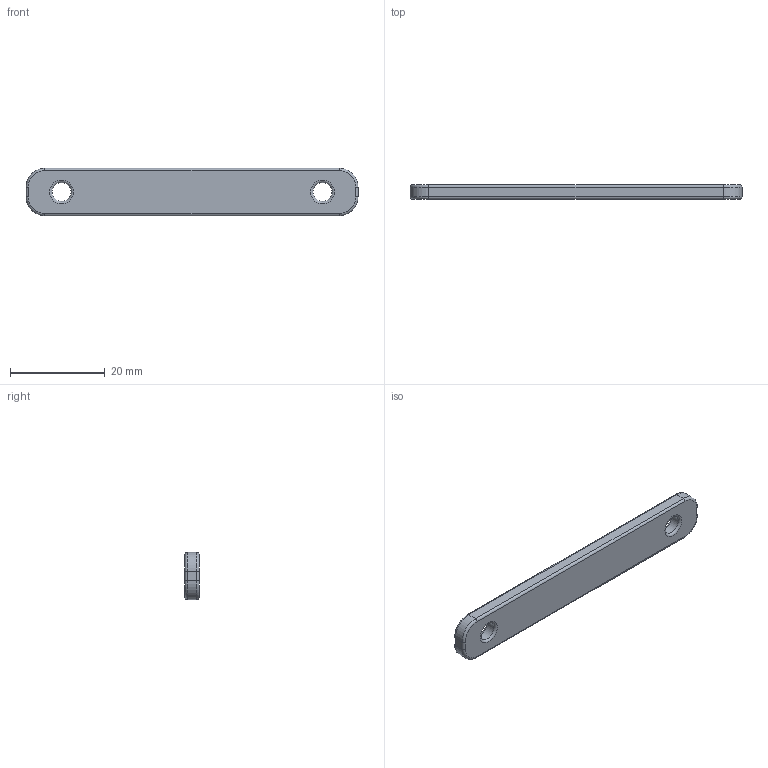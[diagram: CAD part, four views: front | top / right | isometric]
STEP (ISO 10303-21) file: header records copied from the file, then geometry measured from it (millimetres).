
FILE_DESCRIPTION(/* description */ (''),/* implementation_level */ '2;1');
FILE_NAME(/* name */ 'stab.stp',/* time_stamp */ '2025-06-20T19:07:57+02:00',/* author */ (''),/* organization */ (''),/* preprocessor_version */ 'ST-DEVELOPER v20',/* originating_system */ 'SIEMENS PLM Software NX2406.1700',/* authorisation */ '');
FILE_SCHEMA (('AUTOMOTIVE_DESIGN { 1 0 10303 214 3 1 1 1 }'));
Length unit declared in the file: millimetre
Products named in the file (1): stab
Bounding box: 70 x 3 x 10 mm (x, y, z)
Volume: 1964.2 mm3; surface area: 1780.8 mm2
Topology: 1 solids, 1 shells, 32 faces, 70 edges, 40 vertices
Faces by surface type: cylinder 14, torus 12, plane 6
Full cylindrical faces by diameter (mm): 4 x2
Entity records: 876 total; most frequent: DIRECTION 170, CARTESIAN_POINT 137, ORIENTED_EDGE 128, AXIS2_PLACEMENT_3D 73, EDGE_CURVE 64, EDGE_LOOP 42, CIRCLE 40, VERTEX_POINT 40
